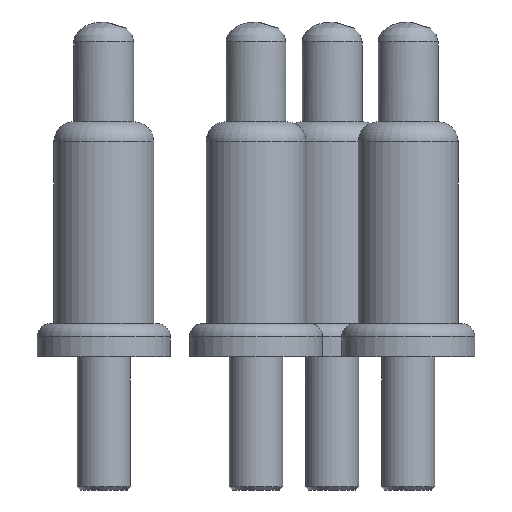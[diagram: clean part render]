
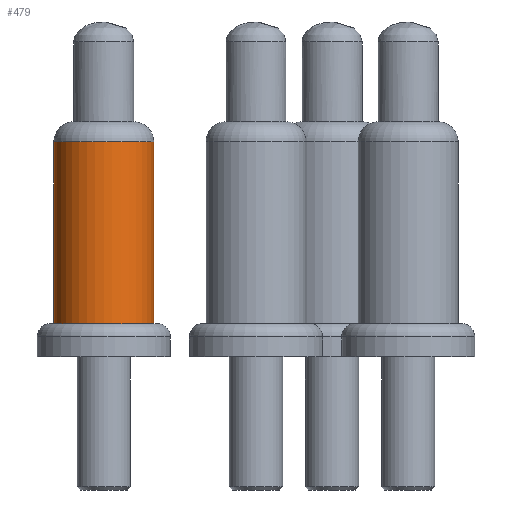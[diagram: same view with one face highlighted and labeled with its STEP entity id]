
A CAD part, front view. The second image highlights one B-rep face of the part: STEP entity #479.
In plain terms, the highlighted cylindrical face has radius 0.75 mm (diameter 1.5 mm), a full revolution.
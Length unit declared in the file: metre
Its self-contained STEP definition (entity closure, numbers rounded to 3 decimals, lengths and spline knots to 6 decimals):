
#48=CYLINDRICAL_SURFACE('',#589,0.00075);
#89=ORIENTED_EDGE('',*,*,#164,.T.);
#90=ORIENTED_EDGE('',*,*,#163,.F.);
#163=EDGE_CURVE('',#207,#207,#249,.T.);
#164=EDGE_CURVE('',#208,#208,#250,.F.);
#207=VERTEX_POINT('',#930);
#208=VERTEX_POINT('',#933);
#249=CIRCLE('',#588,0.00075);
#250=CIRCLE('',#590,0.00075);
#301=EDGE_LOOP('',(#89));
#302=EDGE_LOOP('',(#90));
#389=FACE_BOUND('',#301,.T.);
#390=FACE_BOUND('',#302,.T.);
#479=ADVANCED_FACE('',(#389,#390),#48,.T.);
#588=AXIS2_PLACEMENT_3D('',#929,#705,#706);
#589=AXIS2_PLACEMENT_3D('',#931,#707,#708);
#590=AXIS2_PLACEMENT_3D('',#932,#709,#710);
#705=DIRECTION('',(0.,0.,-1.));
#706=DIRECTION('',(-1.,0.,0.));
#707=DIRECTION('',(0.,0.,-1.));
#708=DIRECTION('',(-1.,0.,0.));
#709=DIRECTION('',(0.,0.,1.));
#710=DIRECTION('',(1.,0.,0.));
#929=CARTESIAN_POINT('',(-0.002286,0.,0.0005));
#930=CARTESIAN_POINT('',(-0.003036,0.,0.0005));
#931=CARTESIAN_POINT('',(-0.002286,0.,0.001515));
#932=CARTESIAN_POINT('',(-0.002286,0.,0.00323));
#933=CARTESIAN_POINT('',(-0.001536,0.,0.00323));
